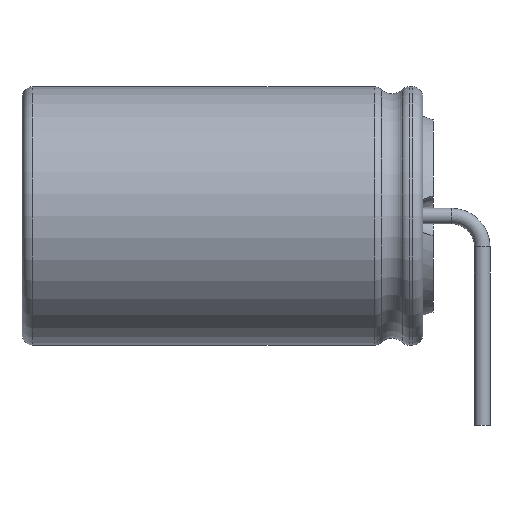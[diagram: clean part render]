
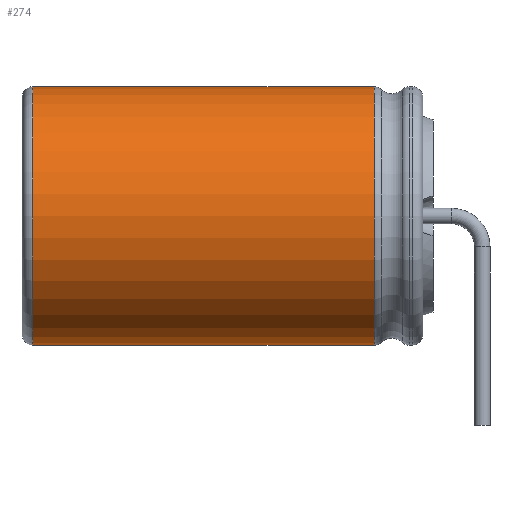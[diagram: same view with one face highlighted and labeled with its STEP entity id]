
A CAD part, front view. The second image highlights one B-rep face of the part: STEP entity #274.
In plain terms, the highlighted cylindrical face has radius 5 mm (diameter 10 mm), a partial arc.
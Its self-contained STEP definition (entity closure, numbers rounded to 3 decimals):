
#274=ADVANCED_FACE('',(#876),#878,.T.);
#876=FACE_BOUND('',#877,.T.);
#877=EDGE_LOOP('',(#1387,#1388,#1389,#1390));
#878=CYLINDRICAL_SURFACE('',#879,5.);
#879=AXIS2_PLACEMENT_3D('',#880,#881,#882);
#880=CARTESIAN_POINT('',(-4.182,0.,5.1));
#881=DIRECTION('',(-1.,0.,0.));
#882=DIRECTION('',(0.,0.94,-0.342));
#1387=ORIENTED_EDGE('',*,*,#1663,.F.);
#1388=ORIENTED_EDGE('',*,*,#1687,.F.);
#1389=ORIENTED_EDGE('',*,*,#1640,.F.);
#1390=ORIENTED_EDGE('',*,*,#1686,.T.);
#1640=EDGE_CURVE('',#1852,#1854,#1855,.T.);
#1663=EDGE_CURVE('',#1895,#1897,#1898,.F.);
#1686=EDGE_CURVE('',#1852,#1897,#1931,.T.);
#1687=EDGE_CURVE('',#1854,#1895,#1932,.T.);
#1852=VERTEX_POINT('',#2280);
#1854=VERTEX_POINT('',#2285);
#1855=LINE('',#2286,#2287);
#1895=VERTEX_POINT('',#2380);
#1897=VERTEX_POINT('',#2385);
#1898=LINE('',#2386,#2387);
#1931=CIRCLE('',#2479,5.);
#1932=CIRCLE('',#2483,5.);
#2280=CARTESIAN_POINT('',(-4.182,4.698,3.39));
#2285=CARTESIAN_POINT('',(-17.4,4.698,3.39));
#2286=CARTESIAN_POINT('',(-4.182,4.698,3.39));
#2287=VECTOR('',#2288,1.);
#2288=DIRECTION('',(-1.,0.,0.));
#2380=CARTESIAN_POINT('',(-17.4,4.698,6.81));
#2385=CARTESIAN_POINT('',(-4.182,4.698,6.81));
#2386=CARTESIAN_POINT('',(-4.182,4.698,6.81));
#2387=VECTOR('',#2388,1.);
#2388=DIRECTION('',(-1.,0.,0.));
#2479=AXIS2_PLACEMENT_3D('',#2480,#2481,#2482);
#2480=CARTESIAN_POINT('',(-4.182,0.,5.1));
#2481=DIRECTION('',(-1.,0.,0.));
#2482=DIRECTION('',(0.,0.94,-0.342));
#2483=AXIS2_PLACEMENT_3D('',#2484,#2485,#2486);
#2484=CARTESIAN_POINT('',(-17.4,0.,5.1));
#2485=DIRECTION('',(-1.,0.,0.));
#2486=DIRECTION('',(0.,0.94,-0.342));
